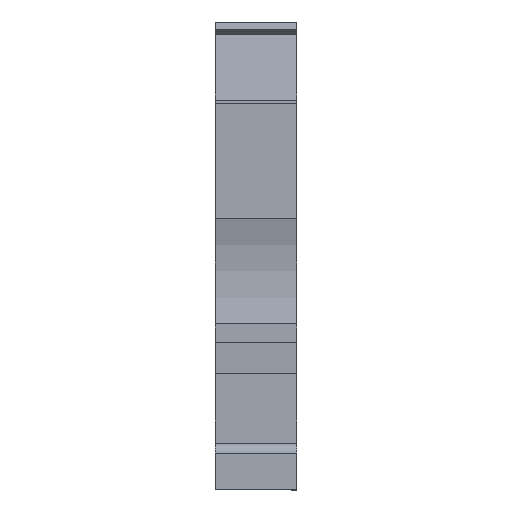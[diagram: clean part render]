
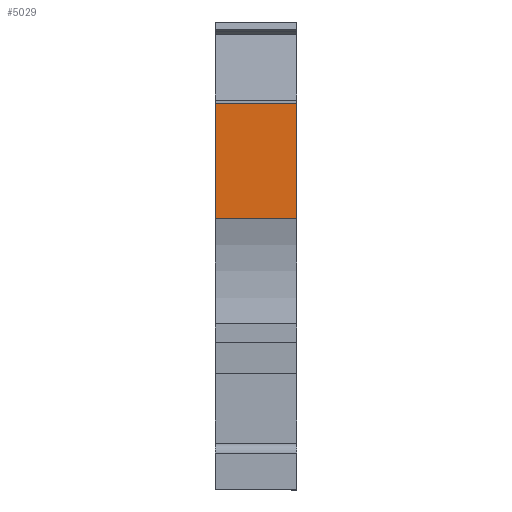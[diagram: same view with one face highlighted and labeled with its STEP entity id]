
A CAD part, front view. The second image highlights one B-rep face of the part: STEP entity #5029.
In plain terms, the highlighted face is planar.
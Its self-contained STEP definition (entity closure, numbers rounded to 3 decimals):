
#317=VERTEX_POINT('',#6758);
#318=VERTEX_POINT('',#6760);
#427=VERTEX_POINT('',#6979);
#428=VERTEX_POINT('',#6981);
#824=VECTOR('',#5631,1.);
#933=VECTOR('',#5743,1.);
#1037=VECTOR('',#5894,1.);
#1039=VECTOR('',#5897,1.);
#1505=LINE('',#6759,#824);
#1614=LINE('',#6980,#933);
#1718=LINE('',#7193,#1037);
#1720=LINE('',#7196,#1039);
#2192=EDGE_CURVE('',#318,#317,#1505,.T.);
#2302=EDGE_CURVE('',#427,#428,#1614,.T.);
#2416=EDGE_CURVE('',#427,#318,#1718,.T.);
#2418=EDGE_CURVE('',#317,#428,#1720,.T.);
#3252=ORIENTED_EDGE('',*,*,#2302,.F.);
#3253=ORIENTED_EDGE('',*,*,#2416,.T.);
#3254=ORIENTED_EDGE('',*,*,#2192,.T.);
#3255=ORIENTED_EDGE('',*,*,#2418,.T.);
#4491=EDGE_LOOP('',(#3252,#3253,#3254,#3255));
#4761=FACE_BOUND('',#4491,.T.);
#5029=ADVANCED_FACE('',(#4761),#9822,.F.);
#5310=AXIS2_PLACEMENT_3D('',#7195,#5896,$);
#5631=DIRECTION('',(0.,-1.,0.));
#5743=DIRECTION('',(0.,-1.,0.));
#5894=DIRECTION('',(0.,0.,-1.));
#5896=DIRECTION('',(1.,0.,0.));
#5897=DIRECTION('',(0.,0.,1.));
#6758=CARTESIAN_POINT('',(8.291,2.667,47.57));
#6759=CARTESIAN_POINT('',(8.291,12.529,47.57));
#6760=CARTESIAN_POINT('',(8.291,12.529,47.57));
#6979=CARTESIAN_POINT('',(8.291,12.529,54.57));
#6980=CARTESIAN_POINT('',(8.291,12.529,54.57));
#6981=CARTESIAN_POINT('',(8.291,2.667,54.57));
#7193=CARTESIAN_POINT('',(8.291,12.529,54.57));
#7195=CARTESIAN_POINT('',(8.291,12.249,47.57));
#7196=CARTESIAN_POINT('',(8.291,2.667,47.57));
#9822=PLANE('',#5310);
